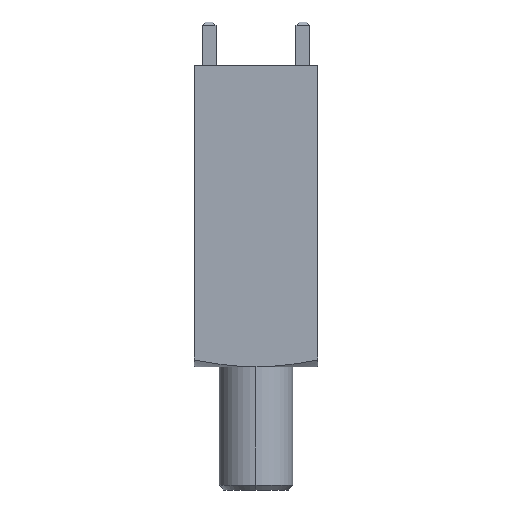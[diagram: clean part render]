
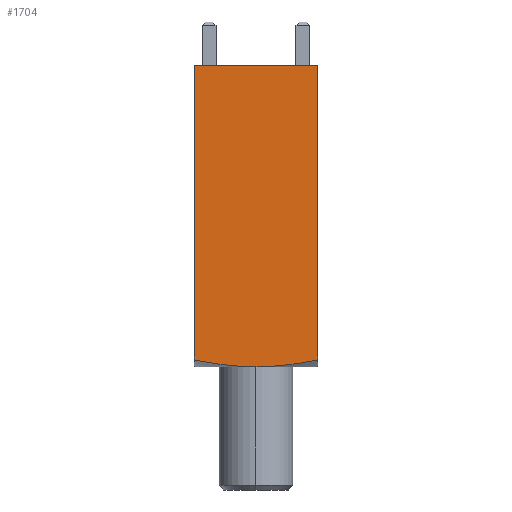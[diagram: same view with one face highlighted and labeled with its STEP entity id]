
A CAD part, left-side view. The second image highlights one B-rep face of the part: STEP entity #1704.
In plain terms, the highlighted planar face has unit normal (-1, 0, 0).
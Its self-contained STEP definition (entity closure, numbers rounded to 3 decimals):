
#42 = LINE ( 'NONE', #49, #1574 ) ;
#49 = CARTESIAN_POINT ( 'NONE',  ( -5., -5., 24.5 ) ) ;
#50 = DIRECTION ( 'NONE',  ( 0., -1., 0. ) ) ;
#193 = VERTEX_POINT ( 'NONE', #512 ) ;
#199 = VERTEX_POINT ( 'NONE', #236 ) ;
#208 = VERTEX_POINT ( 'NONE', #244 ) ;
#236 = CARTESIAN_POINT ( 'NONE',  ( -5., 5., 24.5 ) ) ;
#244 = CARTESIAN_POINT ( 'NONE',  ( -5., -5., 24.5 ) ) ;
#512 = CARTESIAN_POINT ( 'NONE',  ( -5., 0., 0. ) ) ;
#757 = LINE ( 'NONE', #2339, #1641 ) ;
#953 = CARTESIAN_POINT ( 'NONE',  ( -5., -5., 24.5 ) ) ;
#961 = FACE_OUTER_BOUND ( 'NONE', #1943, .T. ) ;
#962 = PLANE ( 'NONE',  #1524 ) ;
#964 = DIRECTION ( 'NONE',  ( 1., 0., 0. ) ) ;
#965 = DIRECTION ( 'NONE',  ( 0., 0., -1. ) ) ;
#1137 = CARTESIAN_POINT ( 'NONE',  ( -5., 5., 0.555 ) ) ;
#1151 = CARTESIAN_POINT ( 'NONE',  ( -5., -5., 0.555 ) ) ;
#1343 = VERTEX_POINT ( 'NONE', #1137 ) ;
#1358 = VERTEX_POINT ( 'NONE', #1151 ) ;
#1524 = AXIS2_PLACEMENT_3D ( 'NONE', #953, #964, #965 ) ;
#1574 = VECTOR ( 'NONE', #50, 1000. ) ;
#1639 = VECTOR ( 'NONE', #2363, 1000. ) ;
#1641 = VECTOR ( 'NONE', #2348, 1000. ) ;
#1704 = ADVANCED_FACE ( 'NONE', ( #961 ), #962, .F. ) ;
#1755 = EDGE_CURVE ( 'NONE', #199, #208, #42, .T. ) ;
#1943 = EDGE_LOOP ( 'NONE', ( #1956, #1957, #1958, #1962, #1968 ) ) ;
#1956 = ORIENTED_EDGE ( 'NONE', *, *, #2216, .T. ) ;
#1957 = ORIENTED_EDGE ( 'NONE', *, *, #2217, .T. ) ;
#1958 = ORIENTED_EDGE ( 'NONE', *, *, #2218, .T. ) ;
#1962 = ORIENTED_EDGE ( 'NONE', *, *, #2219, .F. ) ;
#1968 = ORIENTED_EDGE ( 'NONE', *, *, #1755, .F. ) ;
#2048 = B_SPLINE_CURVE_WITH_KNOTS ( 'NONE', 3,
 ( #2347, #2343, #2351, #2352, #2353, #2354 ),
 .UNSPECIFIED., .F., .F.,
 ( 4, 2, 4 ),
 ( 0.016, 0.019, 0.021 ),
 .UNSPECIFIED. ) ;
#2049 = B_SPLINE_CURVE_WITH_KNOTS ( 'NONE', 3,
 ( #2349, #2350, #2356, #2357, #2358, #2359 ),
 .UNSPECIFIED., .F., .F.,
 ( 4, 2, 4 ),
 ( 0.021, 0.024, 0.026 ),
 .UNSPECIFIED. ) ;
#2216 = EDGE_CURVE ( 'NONE', #199, #1343, #757, .T. ) ;
#2217 = EDGE_CURVE ( 'NONE', #1343, #193, #2048, .T. ) ;
#2218 = EDGE_CURVE ( 'NONE', #193, #1358, #2049, .T. ) ;
#2219 = EDGE_CURVE ( 'NONE', #208, #1358, #2360, .T. ) ;
#2339 = CARTESIAN_POINT ( 'NONE',  ( -5., 5., 24.5 ) ) ;
#2343 = CARTESIAN_POINT ( 'NONE',  ( -5., 4.175, 0.399 ) ) ;
#2347 = CARTESIAN_POINT ( 'NONE',  ( -5., 5., 0.555 ) ) ;
#2348 = DIRECTION ( 'NONE',  ( 0., 0., -1. ) ) ;
#2349 = CARTESIAN_POINT ( 'NONE',  ( -5., 0., 0. ) ) ;
#2350 = CARTESIAN_POINT ( 'NONE',  ( -5., -0.836, 0. ) ) ;
#2351 = CARTESIAN_POINT ( 'NONE',  ( -5., 3.345, 0.26 ) ) ;
#2352 = CARTESIAN_POINT ( 'NONE',  ( -5., 1.67, 0.058 ) ) ;
#2353 = CARTESIAN_POINT ( 'NONE',  ( -5., 0.834, 0. ) ) ;
#2354 = CARTESIAN_POINT ( 'NONE',  ( -5., 0., 0. ) ) ;
#2356 = CARTESIAN_POINT ( 'NONE',  ( -5., -1.671, 0.059 ) ) ;
#2357 = CARTESIAN_POINT ( 'NONE',  ( -5., -3.338, 0.259 ) ) ;
#2358 = CARTESIAN_POINT ( 'NONE',  ( -5., -4.172, 0.398 ) ) ;
#2359 = CARTESIAN_POINT ( 'NONE',  ( -5., -5., 0.555 ) ) ;
#2360 = LINE ( 'NONE', #2362, #1639 ) ;
#2362 = CARTESIAN_POINT ( 'NONE',  ( -5., -5., 24.5 ) ) ;
#2363 = DIRECTION ( 'NONE',  ( 0., 0., -1. ) ) ;
